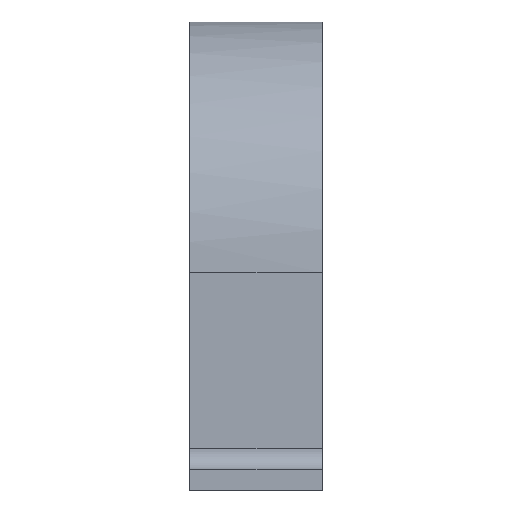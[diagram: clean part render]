
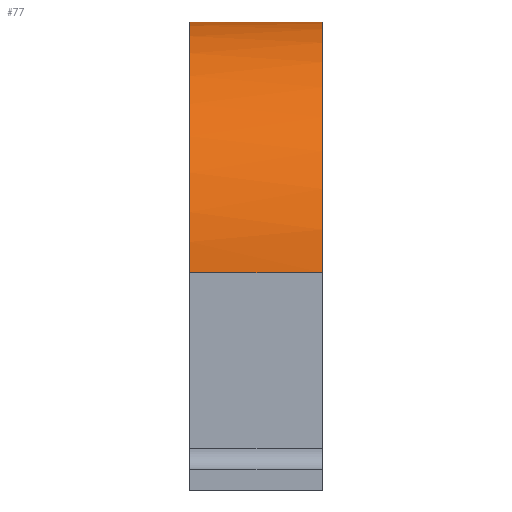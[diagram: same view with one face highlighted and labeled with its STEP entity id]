
A CAD part, left-side view. The second image highlights one B-rep face of the part: STEP entity #77.
In plain terms, the highlighted free-form (B-spline) face has degree [3, 1] with [4, 2] control points.
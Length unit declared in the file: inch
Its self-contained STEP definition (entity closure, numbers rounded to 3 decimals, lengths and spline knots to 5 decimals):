
#77=ADVANCED_FACE('',(#164),#165,.T.);
#164=FACE_OUTER_BOUND('',#316,.T.);
#165=B_SPLINE_SURFACE_WITH_KNOTS('',3,1,((#317,#318),(#319,#320),(#321,#322),(#323,#324)),.UNSPECIFIED.,.F.,.F.,.F.,(4,4),(2,2),(0.0,1.0),(0.0,1.625),.UNSPECIFIED.);
#316=EDGE_LOOP('',(#515,#516,#517,#518));
#317=CARTESIAN_POINT('',(4.45321,1.625,5.72782));
#318=CARTESIAN_POINT('',(4.45321,0.,5.72782));
#319=CARTESIAN_POINT('',(2.75854,1.625,5.72782));
#320=CARTESIAN_POINT('',(2.75854,0.,5.72782));
#321=CARTESIAN_POINT('',(1.38474,1.625,4.35401));
#322=CARTESIAN_POINT('',(1.38474,0.,4.35401));
#323=CARTESIAN_POINT('',(1.38474,1.625,2.65934));
#324=CARTESIAN_POINT('',(1.38474,0.,2.65934));
#515=ORIENTED_EDGE('',*,*,#713,.T.);
#516=ORIENTED_EDGE('',*,*,#672,.F.);
#517=ORIENTED_EDGE('',*,*,#646,.T.);
#518=ORIENTED_EDGE('',*,*,#688,.T.);
#646=EDGE_CURVE('',#753,#754,#755,.T.);
#672=EDGE_CURVE('',#753,#799,#803,.T.);
#688=EDGE_CURVE('',#754,#826,#828,.T.);
#713=EDGE_CURVE('',#826,#799,#866,.T.);
#753=VERTEX_POINT('',#912);
#754=VERTEX_POINT('',#913);
#755=B_SPLINE_CURVE_WITH_KNOTS('',3,(#914,#915,#916,#917),.UNSPECIFIED.,.F.,.F.,(4,4),(0.0,1.0),.UNSPECIFIED.);
#799=VERTEX_POINT('',#1000);
#803=LINE('',#1008,#1009);
#826=VERTEX_POINT('',#1050);
#828=LINE('',#1053,#1054);
#866=B_SPLINE_CURVE_WITH_KNOTS('',3,(#1124,#1125,#1126,#1127),.UNSPECIFIED.,.F.,.F.,(4,4),(-1.0,-0.0),.UNSPECIFIED.);
#912=CARTESIAN_POINT('',(4.45321,1.625,5.72782));
#913=CARTESIAN_POINT('',(1.38474,1.625,2.65934));
#914=CARTESIAN_POINT('',(4.45321,1.625,5.72782));
#915=CARTESIAN_POINT('',(2.75854,1.625,5.72782));
#916=CARTESIAN_POINT('',(1.38474,1.625,4.35401));
#917=CARTESIAN_POINT('',(1.38474,1.625,2.65934));
#1000=CARTESIAN_POINT('',(4.45321,0.,5.72782));
#1008=CARTESIAN_POINT('',(4.45321,1.625,5.72782));
#1009=VECTOR('',#1225,1.0);
#1050=CARTESIAN_POINT('',(1.38474,0.,2.65934));
#1053=CARTESIAN_POINT('',(1.38474,1.625,2.65934));
#1054=VECTOR('',#1233,1.0);
#1124=CARTESIAN_POINT('',(1.38474,0.,2.65934));
#1125=CARTESIAN_POINT('',(1.38474,0.,4.35401));
#1126=CARTESIAN_POINT('',(2.75854,0.,5.72782));
#1127=CARTESIAN_POINT('',(4.45321,0.,5.72782));
#1225=DIRECTION('',(0.0,-1.0,0.0));
#1233=DIRECTION('',(0.0,-1.0,0.0));
